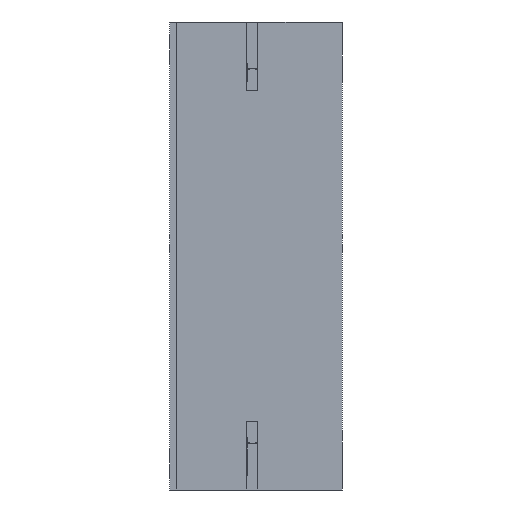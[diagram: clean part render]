
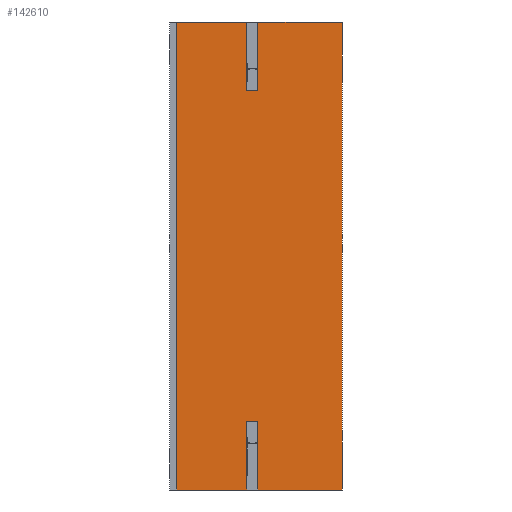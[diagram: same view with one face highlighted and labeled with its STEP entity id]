
A CAD part, left-side view. The second image highlights one B-rep face of the part: STEP entity #142610.
In plain terms, the highlighted free-form (B-spline) face has degree [1, 1] with [2, 2] control points.
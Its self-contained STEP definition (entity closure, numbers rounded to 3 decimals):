
#127920 = CARTESIAN_POINT ('', (-20., 46., -65.));
#127930 = VERTEX_POINT ('', #127920);
#127990 = CARTESIAN_POINT ('', (-20., 46., 65.));
#128000 = VERTEX_POINT ('', #127990);
#128010 = CARTESIAN_POINT ('', (-20., 46., -65.));
#128020 = CARTESIAN_POINT ('', (-20., 46., 65.));
#128030 = B_SPLINE_CURVE_WITH_KNOTS ('', 1, (#128010, #128020), .UNSPECIFIED., .F., .U., (2, 2), (0., 1.), .UNSPECIFIED.);
#128040 = EDGE_CURVE ('', #127930, #128000, #128030, .T.);
#129950 = CARTESIAN_POINT ('', (-20., 26.5, -45.887));
#129960 = VERTEX_POINT ('', #129950);
#130020 = CARTESIAN_POINT ('', (-20., 26.5, -65.));
#130030 = VERTEX_POINT ('', #130020);
#130040 = CARTESIAN_POINT ('', (-20., 26.5, -65.));
#130050 = CARTESIAN_POINT ('', (-20., 26.5, -45.887));
#130060 = B_SPLINE_CURVE_WITH_KNOTS ('', 1, (#130040, #130050), .UNSPECIFIED., .F., .U., (2, 2), (0., 1.), .UNSPECIFIED.);
#130070 = EDGE_CURVE ('', #130030, #129960, #130060, .T.);
#131010 = CARTESIAN_POINT ('', (-20., 23.5, -45.887));
#131020 = VERTEX_POINT ('', #131010);
#131080 = CARTESIAN_POINT ('', (-20., 25., -46.));
#131090 = VERTEX_POINT ('', #131080);
#131100 = CARTESIAN_POINT ('', (-20., 23.5, -45.887));
#131110 = CARTESIAN_POINT ('', (-20., 24.008, -45.964));
#131120 = CARTESIAN_POINT ('', (-20., 24.509, -46.));
#131130 = CARTESIAN_POINT ('', (-20., 25., -46.));
#131140 = (
   BOUNDED_CURVE ()
   B_SPLINE_CURVE (3, (#131100, #131110, #131120, #131130), .UNSPECIFIED., .F., .U.)
   B_SPLINE_CURVE_WITH_KNOTS ((4, 4), (0., 1.), .UNSPECIFIED.)
   CURVE ()
   GEOMETRIC_REPRESENTATION_ITEM ()
   RATIONAL_B_SPLINE_CURVE ((0.87, 0.91, 0.953, 1.))
   REPRESENTATION_ITEM ('')
);
#131150 = EDGE_CURVE ('', #131020, #131090, #131140, .T.);
#131170 = CARTESIAN_POINT ('', (-20., 25., -46.));
#131180 = CARTESIAN_POINT ('', (-20., 25.491, -46.));
#131190 = CARTESIAN_POINT ('', (-20., 25.992, -45.964));
#131200 = CARTESIAN_POINT ('', (-20., 26.5, -45.887));
#131210 = (
   BOUNDED_CURVE ()
   B_SPLINE_CURVE (3, (#131170, #131180, #131190, #131200), .UNSPECIFIED., .F., .U.)
   B_SPLINE_CURVE_WITH_KNOTS ((4, 4), (0., 1.), .UNSPECIFIED.)
   CURVE ()
   GEOMETRIC_REPRESENTATION_ITEM ()
   RATIONAL_B_SPLINE_CURVE ((1., 0.953, 0.91, 0.87))
   REPRESENTATION_ITEM ('')
);
#131220 = EDGE_CURVE ('', #131090, #129960, #131210, .T.);
#134530 = CARTESIAN_POINT ('', (-20., 26.5, 45.887));
#134540 = VERTEX_POINT ('', #134530);
#134550 = CARTESIAN_POINT ('', (-20., 25., 46.));
#134560 = VERTEX_POINT ('', #134550);
#134570 = CARTESIAN_POINT ('', (-20., 26.5, 45.887));
#134580 = CARTESIAN_POINT ('', (-20., 25.992, 45.964));
#134590 = CARTESIAN_POINT ('', (-20., 25.491, 46.));
#134600 = CARTESIAN_POINT ('', (-20., 25., 46.));
#134610 = (
   BOUNDED_CURVE ()
   B_SPLINE_CURVE (3, (#134570, #134580, #134590, #134600), .UNSPECIFIED., .F., .U.)
   B_SPLINE_CURVE_WITH_KNOTS ((4, 4), (0., 1.), .UNSPECIFIED.)
   CURVE ()
   GEOMETRIC_REPRESENTATION_ITEM ()
   RATIONAL_B_SPLINE_CURVE ((0.87, 0.91, 0.953, 1.))
   REPRESENTATION_ITEM ('')
);
#134620 = EDGE_CURVE ('', #134540, #134560, #134610, .T.);
#134960 = CARTESIAN_POINT ('', (-20., 23.5, 45.887));
#134970 = VERTEX_POINT ('', #134960);
#134980 = CARTESIAN_POINT ('', (-20., 25., 46.));
#134990 = CARTESIAN_POINT ('', (-20., 24.509, 46.));
#135000 = CARTESIAN_POINT ('', (-20., 24.008, 45.964));
#135010 = CARTESIAN_POINT ('', (-20., 23.5, 45.887));
#135020 = (
   BOUNDED_CURVE ()
   B_SPLINE_CURVE (3, (#134980, #134990, #135000, #135010), .UNSPECIFIED., .F., .U.)
   B_SPLINE_CURVE_WITH_KNOTS ((4, 4), (0., 1.), .UNSPECIFIED.)
   CURVE ()
   GEOMETRIC_REPRESENTATION_ITEM ()
   RATIONAL_B_SPLINE_CURVE ((1., 0.953, 0.91, 0.87))
   REPRESENTATION_ITEM ('')
);
#135030 = EDGE_CURVE ('', #134560, #134970, #135020, .T.);
#141980 = ORIENTED_EDGE ('', *, *, #131150, .F.);
#141990 = CARTESIAN_POINT ('', (-20., 23.5, -65.));
#142000 = VERTEX_POINT ('', #141990);
#142010 = CARTESIAN_POINT ('', (-20., 23.5, -45.887));
#142020 = CARTESIAN_POINT ('', (-20., 23.5, -65.));
#142030 = B_SPLINE_CURVE_WITH_KNOTS ('', 1, (#142010, #142020), .UNSPECIFIED., .F., .U., (2, 2), (0., 1.), .UNSPECIFIED.);
#142040 = EDGE_CURVE ('', #131020, #142000, #142030, .T.);
#142050 = ORIENTED_EDGE ('', *, *, #142040, .T.);
#142060 = CARTESIAN_POINT ('', (-20., 0., -65.));
#142070 = VERTEX_POINT ('', #142060);
#142080 = CARTESIAN_POINT ('', (-20., 23.5, -65.));
#142090 = CARTESIAN_POINT ('', (-20., 0., -65.));
#142100 = B_SPLINE_CURVE_WITH_KNOTS ('', 1, (#142080, #142090), .UNSPECIFIED., .F., .U., (2, 2), (0., 1.), .UNSPECIFIED.);
#142110 = EDGE_CURVE ('', #142000, #142070, #142100, .T.);
#142120 = ORIENTED_EDGE ('', *, *, #142110, .T.);
#142130 = CARTESIAN_POINT ('', (-20., 0., 65.));
#142140 = VERTEX_POINT ('', #142130);
#142150 = CARTESIAN_POINT ('', (-20., 0., -65.));
#142160 = CARTESIAN_POINT ('', (-20., 0., 65.));
#142170 = B_SPLINE_CURVE_WITH_KNOTS ('', 1, (#142150, #142160), .UNSPECIFIED., .F., .U., (2, 2), (0., 1.), .UNSPECIFIED.);
#142180 = EDGE_CURVE ('', #142070, #142140, #142170, .T.);
#142190 = ORIENTED_EDGE ('', *, *, #142180, .T.);
#142200 = CARTESIAN_POINT ('', (-20., 23.5, 65.));
#142210 = VERTEX_POINT ('', #142200);
#142220 = CARTESIAN_POINT ('', (-20., 23.5, 65.));
#142230 = CARTESIAN_POINT ('', (-20., 0., 65.));
#142240 = B_SPLINE_CURVE_WITH_KNOTS ('', 1, (#142220, #142230), .UNSPECIFIED., .F., .U., (2, 2), (0., 1.), .UNSPECIFIED.);
#142250 = EDGE_CURVE ('', #142210, #142140, #142240, .T.);
#142260 = ORIENTED_EDGE ('', *, *, #142250, .F.);
#142270 = CARTESIAN_POINT ('', (-20., 23.5, 45.887));
#142280 = CARTESIAN_POINT ('', (-20., 23.5, 65.));
#142290 = B_SPLINE_CURVE_WITH_KNOTS ('', 1, (#142270, #142280), .UNSPECIFIED., .F., .U., (2, 2), (0., 1.), .UNSPECIFIED.);
#142300 = EDGE_CURVE ('', #134970, #142210, #142290, .T.);
#142310 = ORIENTED_EDGE ('', *, *, #142300, .F.);
#142320 = ORIENTED_EDGE ('', *, *, #135030, .F.);
#142330 = ORIENTED_EDGE ('', *, *, #134620, .F.);
#142340 = CARTESIAN_POINT ('', (-20., 26.5, 65.));
#142350 = VERTEX_POINT ('', #142340);
#142360 = CARTESIAN_POINT ('', (-20., 26.5, 65.));
#142370 = CARTESIAN_POINT ('', (-20., 26.5, 45.887));
#142380 = B_SPLINE_CURVE_WITH_KNOTS ('', 1, (#142360, #142370), .UNSPECIFIED., .F., .U., (2, 2), (0., 1.), .UNSPECIFIED.);
#142390 = EDGE_CURVE ('', #142350, #134540, #142380, .T.);
#142400 = ORIENTED_EDGE ('', *, *, #142390, .F.);
#142410 = CARTESIAN_POINT ('', (-20., 46., 65.));
#142420 = CARTESIAN_POINT ('', (-20., 26.5, 65.));
#142430 = B_SPLINE_CURVE_WITH_KNOTS ('', 1, (#142410, #142420), .UNSPECIFIED., .F., .U., (2, 2), (0., 1.), .UNSPECIFIED.);
#142440 = EDGE_CURVE ('', #128000, #142350, #142430, .T.);
#142450 = ORIENTED_EDGE ('', *, *, #142440, .F.);
#142460 = ORIENTED_EDGE ('', *, *, #128040, .F.);
#142470 = CARTESIAN_POINT ('', (-20., 46., -65.));
#142480 = CARTESIAN_POINT ('', (-20., 26.5, -65.));
#142490 = B_SPLINE_CURVE_WITH_KNOTS ('', 1, (#142470, #142480), .UNSPECIFIED., .F., .U., (2, 2), (0., 1.), .UNSPECIFIED.);
#142500 = EDGE_CURVE ('', #127930, #130030, #142490, .T.);
#142510 = ORIENTED_EDGE ('', *, *, #142500, .T.);
#142520 = ORIENTED_EDGE ('', *, *, #130070, .T.);
#142530 = ORIENTED_EDGE ('', *, *, #131220, .F.);
#142540 = EDGE_LOOP ('', (#141980, #142050, #142120, #142190, #142260, #142310, #142320, #142330, #142400, #142450, #142460, #142510, #142520, #142530));
#142550 = FACE_OUTER_BOUND ('', #142540, .T.);
#142560 = CARTESIAN_POINT ('', (-20., 0., -65.));
#142570 = CARTESIAN_POINT ('', (-20., 46., -65.));
#142580 = CARTESIAN_POINT ('', (-20., 0., 65.));
#142590 = CARTESIAN_POINT ('', (-20., 46., 65.));
#142600 = B_SPLINE_SURFACE_WITH_KNOTS ('', 1, 1, ((#142560, #142570), (#142580, #142590)), .UNSPECIFIED., .F., .F., .U., (2, 2), (2, 2), (0., 1.), (0., 1.), .UNSPECIFIED.);
#142610 = ADVANCED_FACE ('', (#142550), #142600, .T.);
